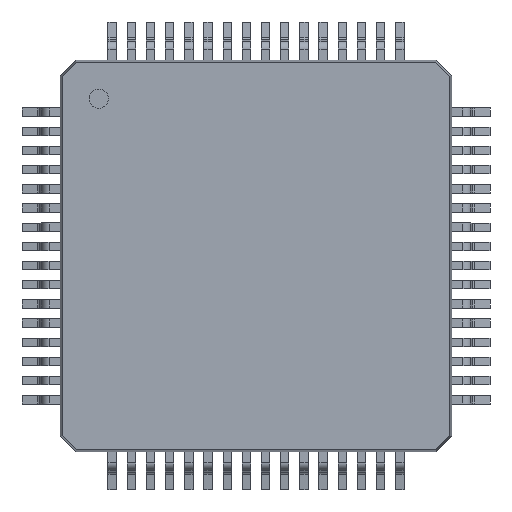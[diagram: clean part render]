
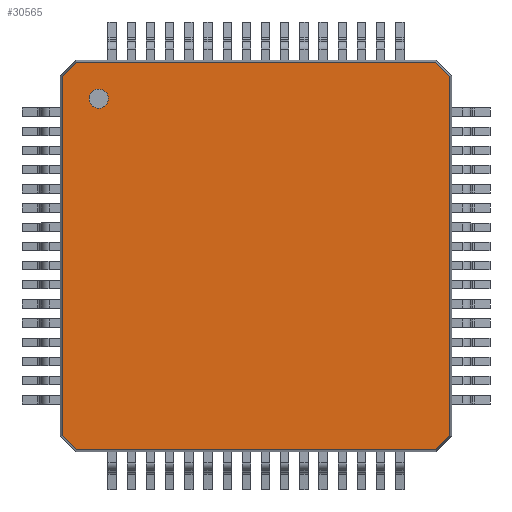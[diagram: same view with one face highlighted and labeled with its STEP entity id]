
A CAD part, top view. The second image highlights one B-rep face of the part: STEP entity #30565.
In plain terms, the highlighted planar face has unit normal (0, 0, 1).
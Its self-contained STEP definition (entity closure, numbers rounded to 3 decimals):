
#29841=CARTESIAN_POINT('',(-3.85,4.1,1.0));
#29842=VERTEX_POINT('',#29841);
#29858=CARTESIAN_POINT('',(-4.35,4.1,1.0));
#29859=VERTEX_POINT('',#29858);
#29866=CARTESIAN_POINT('',(-4.1,4.1,1.0));
#29867=DIRECTION('',(0.0,0.0,-1.0));
#29868=DIRECTION('',(1.0,0.0,0.0));
#29869=AXIS2_PLACEMENT_3D('',#29866,#29867,#29868);
#29870=CIRCLE('',#29869,0.25);
#29871=EDGE_CURVE('',#29842,#29859,#29870,.T.);
#29882=CARTESIAN_POINT('',(-4.1,4.1,1.0));
#29883=DIRECTION('',(0.0,0.0,-1.0));
#29884=DIRECTION('',(1.0,0.0,0.0));
#29885=AXIS2_PLACEMENT_3D('',#29882,#29883,#29884);
#29886=CIRCLE('',#29885,0.25);
#29887=EDGE_CURVE('',#29859,#29842,#29886,.T.);
#30283=CARTESIAN_POINT('',(5.053,4.681,1.0));
#30284=VERTEX_POINT('',#30283);
#30291=CARTESIAN_POINT('',(5.053,-4.681,1.0));
#30292=VERTEX_POINT('',#30291);
#30293=CARTESIAN_POINT('',(5.053,4.681,1.0));
#30294=DIRECTION('',(0.0,-1.0,0.0));
#30295=VECTOR('',#30294,9.361);
#30296=LINE('',#30293,#30295);
#30297=EDGE_CURVE('',#30284,#30292,#30296,.T.);
#30313=CARTESIAN_POINT('',(4.681,-5.053,1.0));
#30314=VERTEX_POINT('',#30313);
#30315=CARTESIAN_POINT('',(5.053,-4.681,1.0));
#30316=DIRECTION('',(-0.707,-0.707,0.0));
#30317=VECTOR('',#30316,0.527);
#30318=LINE('',#30315,#30317);
#30319=EDGE_CURVE('',#30292,#30314,#30318,.T.);
#30339=CARTESIAN_POINT('',(-4.681,-5.053,1.0));
#30340=VERTEX_POINT('',#30339);
#30341=CARTESIAN_POINT('',(4.681,-5.053,1.0));
#30342=DIRECTION('',(-1.0,0.0,0.0));
#30343=VECTOR('',#30342,9.361);
#30344=LINE('',#30341,#30343);
#30345=EDGE_CURVE('',#30314,#30340,#30344,.T.);
#30361=CARTESIAN_POINT('',(-5.053,-4.681,1.0));
#30362=VERTEX_POINT('',#30361);
#30363=CARTESIAN_POINT('',(-4.681,-5.053,1.0));
#30364=DIRECTION('',(-0.707,0.707,0.0));
#30365=VECTOR('',#30364,0.527);
#30366=LINE('',#30363,#30365);
#30367=EDGE_CURVE('',#30340,#30362,#30366,.T.);
#30394=CARTESIAN_POINT('',(-5.053,4.681,1.0));
#30395=VERTEX_POINT('',#30394);
#30396=CARTESIAN_POINT('',(-5.053,-4.681,1.0));
#30397=DIRECTION('',(0.0,1.0,0.0));
#30398=VECTOR('',#30397,9.361);
#30399=LINE('',#30396,#30398);
#30400=EDGE_CURVE('',#30362,#30395,#30399,.T.);
#30416=CARTESIAN_POINT('',(-4.681,5.053,1.0));
#30417=VERTEX_POINT('',#30416);
#30418=CARTESIAN_POINT('',(-5.053,4.681,1.0));
#30419=DIRECTION('',(0.707,0.707,0.0));
#30420=VECTOR('',#30419,0.527);
#30421=LINE('',#30418,#30420);
#30422=EDGE_CURVE('',#30395,#30417,#30421,.T.);
#30456=CARTESIAN_POINT('',(4.681,5.053,1.0));
#30457=VERTEX_POINT('',#30456);
#30458=CARTESIAN_POINT('',(-4.681,5.053,1.0));
#30459=DIRECTION('',(1.0,0.0,0.0));
#30460=VECTOR('',#30459,9.361);
#30461=LINE('',#30458,#30460);
#30462=EDGE_CURVE('',#30417,#30457,#30461,.T.);
#30478=CARTESIAN_POINT('',(4.681,5.053,1.0));
#30479=DIRECTION('',(0.707,-0.707,0.0));
#30480=VECTOR('',#30479,0.527);
#30481=LINE('',#30478,#30480);
#30482=EDGE_CURVE('',#30457,#30284,#30481,.T.);
#30546=CARTESIAN_POINT('',(0.1,0.1,1.0));
#30547=DIRECTION('',(0.0,0.0,1.0));
#30548=DIRECTION('',(0.0,-1.0,0.0));
#30549=AXIS2_PLACEMENT_3D('',#30546,#30547,#30548);
#30550=PLANE('',#30549);
#30551=ORIENTED_EDGE('',*,*,#30297,.F.);
#30552=ORIENTED_EDGE('',*,*,#30482,.F.);
#30553=ORIENTED_EDGE('',*,*,#30462,.F.);
#30554=ORIENTED_EDGE('',*,*,#30422,.F.);
#30555=ORIENTED_EDGE('',*,*,#30400,.F.);
#30556=ORIENTED_EDGE('',*,*,#30367,.F.);
#30557=ORIENTED_EDGE('',*,*,#30345,.F.);
#30558=ORIENTED_EDGE('',*,*,#30319,.F.);
#30559=EDGE_LOOP('',(#30551,#30552,#30553,#30554,#30555,#30556,#30557,#30558));
#30560=FACE_OUTER_BOUND('',#30559,.T.);
#30561=ORIENTED_EDGE('',*,*,#29871,.T.);
#30562=ORIENTED_EDGE('',*,*,#29887,.T.);
#30563=EDGE_LOOP('',(#30561,#30562));
#30564=FACE_BOUND('',#30563,.T.);
#30565=ADVANCED_FACE('',(#30560,#30564),#30550,.T.);
